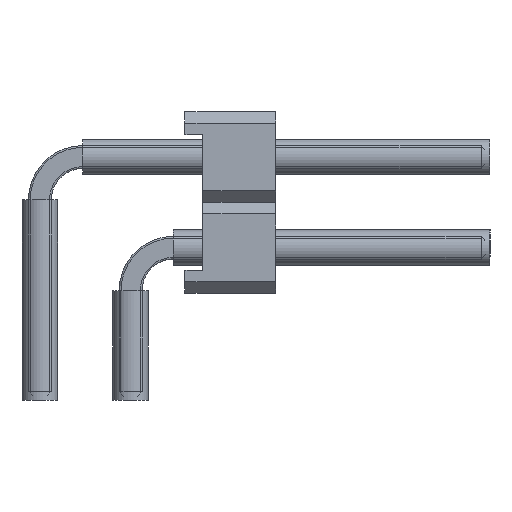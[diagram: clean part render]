
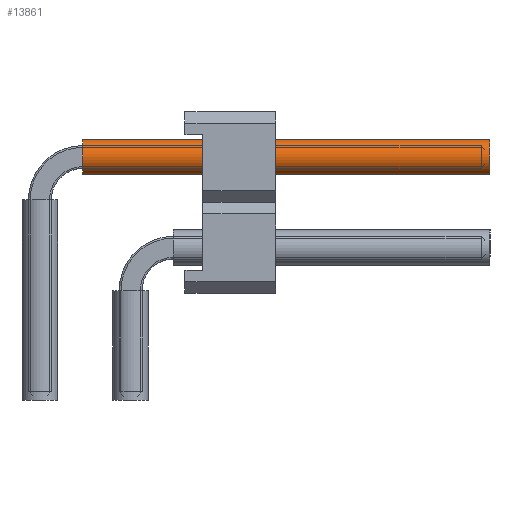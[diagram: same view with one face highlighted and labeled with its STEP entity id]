
A CAD part, left-side view. The second image highlights one B-rep face of the part: STEP entity #13861.
In plain terms, the highlighted cylindrical face has radius 0.5 mm (diameter 1 mm), a full revolution.
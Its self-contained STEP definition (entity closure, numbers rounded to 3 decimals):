
#7614=ORIENTED_EDGE('',*,*,#9592,.F.);
#7615=ORIENTED_EDGE('',*,*,#9593,.T.);
#9592=EDGE_CURVE('',#10908,#10908,#11380,.T.);
#9593=EDGE_CURVE('',#10909,#10909,#11381,.T.);
#10908=VERTEX_POINT('',#23065);
#10909=VERTEX_POINT('',#23067);
#11380=CIRCLE('',#15106,0.5);
#11381=CIRCLE('',#15107,0.5);
#12164=EDGE_LOOP('',(#7614));
#12165=EDGE_LOOP('',(#7615));
#12948=FACE_BOUND('',#12164,.T.);
#12949=FACE_BOUND('',#12165,.T.);
#13189=CYLINDRICAL_SURFACE('',#15105,0.5);
#13861=ADVANCED_FACE('',(#12948,#12949),#13189,.F.);
#15105=AXIS2_PLACEMENT_3D('',#23063,#18988,#18989);
#15106=AXIS2_PLACEMENT_3D('',#23064,#18990,#18991);
#15107=AXIS2_PLACEMENT_3D('',#23066,#18992,#18993);
#18988=DIRECTION('',(1.,0.,0.));
#18989=DIRECTION('',(0.,0.,-1.));
#18990=DIRECTION('',(-1.,0.,0.));
#18991=DIRECTION('',(0.,0.,1.));
#18992=DIRECTION('',(-1.,0.,0.));
#18993=DIRECTION('',(0.,0.,1.));
#23063=CARTESIAN_POINT('',(1.2,0.,6.81));
#23064=CARTESIAN_POINT('',(12.6,0.,6.81));
#23065=CARTESIAN_POINT('',(12.6,0.,7.31));
#23066=CARTESIAN_POINT('',(1.2,0.,6.81));
#23067=CARTESIAN_POINT('',(1.2,0.,7.31));
